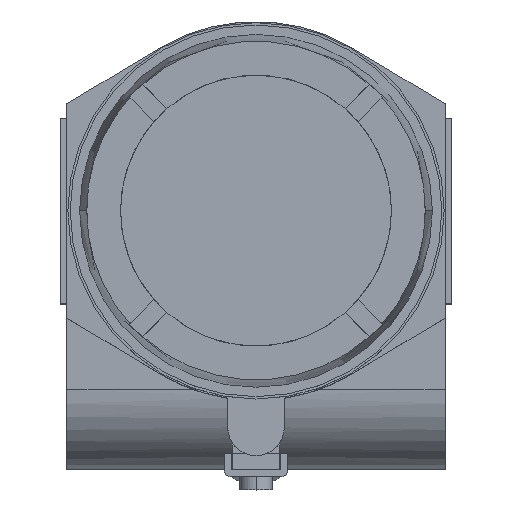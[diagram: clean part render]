
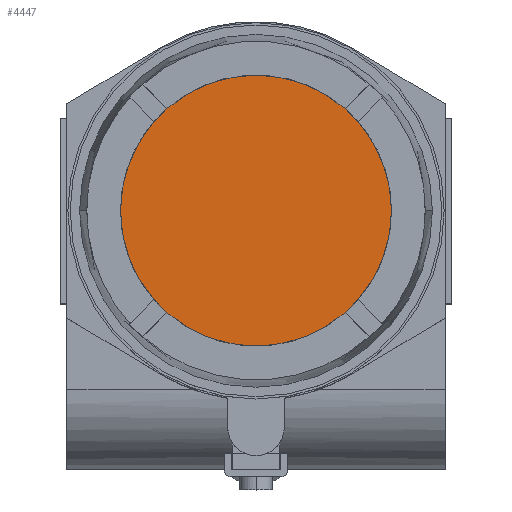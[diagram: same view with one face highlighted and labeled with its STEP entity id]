
A CAD part, top view. The second image highlights one B-rep face of the part: STEP entity #4447.
In plain terms, the highlighted planar face has unit normal (0, 0, 1).
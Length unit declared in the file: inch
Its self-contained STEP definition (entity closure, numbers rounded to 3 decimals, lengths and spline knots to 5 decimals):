
#43 = CARTESIAN_POINT ( 'NONE',  ( 0., 0., 3.66535 ) ) ;
#57 = ORIENTED_EDGE ( 'NONE', *, *, #3947, .T. ) ;
#73 = DIRECTION ( 'NONE',  ( 1., 0., 0. ) ) ;
#88 = VERTEX_POINT ( 'NONE', #2498 ) ;
#339 = CIRCLE ( 'NONE', #1792, 1.13386 ) ;
#361 = CARTESIAN_POINT ( 'NONE',  ( -0.56693, 0., 3.66535 ) ) ;
#407 = EDGE_CURVE ( 'NONE', #88, #2271, #339, .T. ) ;
#549 = EDGE_LOOP ( 'NONE', ( #1172, #57 ) ) ;
#807 = CARTESIAN_POINT ( 'NONE',  ( -1.13386, 0., 3.66535 ) ) ;
#1001 = AXIS2_PLACEMENT_3D ( 'NONE', #43, #3712, #1131 ) ;
#1131 = DIRECTION ( 'NONE',  ( 1., 0., 0. ) ) ;
#1172 = ORIENTED_EDGE ( 'NONE', *, *, #407, .T. ) ;
#1305 = CIRCLE ( 'NONE', #1001, 1.13386 ) ;
#1539 = FACE_OUTER_BOUND ( 'NONE', #549, .T. ) ;
#1792 = AXIS2_PLACEMENT_3D ( 'NONE', #4213, #3487, #73 ) ;
#2271 = VERTEX_POINT ( 'NONE', #807 ) ;
#2498 = CARTESIAN_POINT ( 'NONE',  ( 1.13386, 0., 3.66535 ) ) ;
#3214 = AXIS2_PLACEMENT_3D ( 'NONE', #361, #3691, #3715 ) ;
#3487 = DIRECTION ( 'NONE',  ( 0., 0., 1. ) ) ;
#3619 = PLANE ( 'NONE',  #3214 ) ;
#3691 = DIRECTION ( 'NONE',  ( 0., 0., -1. ) ) ;
#3712 = DIRECTION ( 'NONE',  ( 0., 0., 1. ) ) ;
#3715 = DIRECTION ( 'NONE',  ( -1., 0., 0. ) ) ;
#3947 = EDGE_CURVE ( 'NONE', #2271, #88, #1305, .T. ) ;
#4213 = CARTESIAN_POINT ( 'NONE',  ( 0., 0., 3.66535 ) ) ;
#4447 = ADVANCED_FACE ( 'NONE', ( #1539 ), #3619, .F. ) ;
